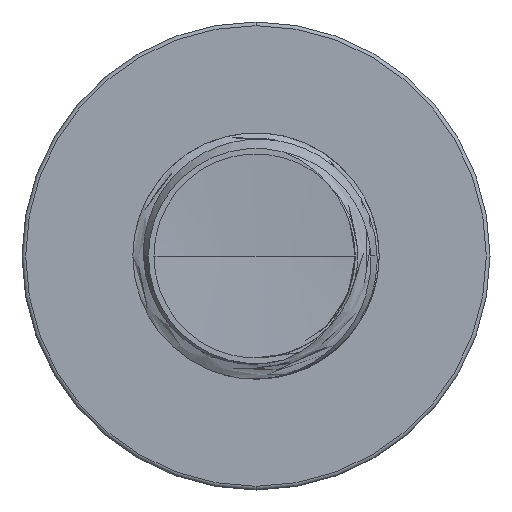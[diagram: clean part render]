
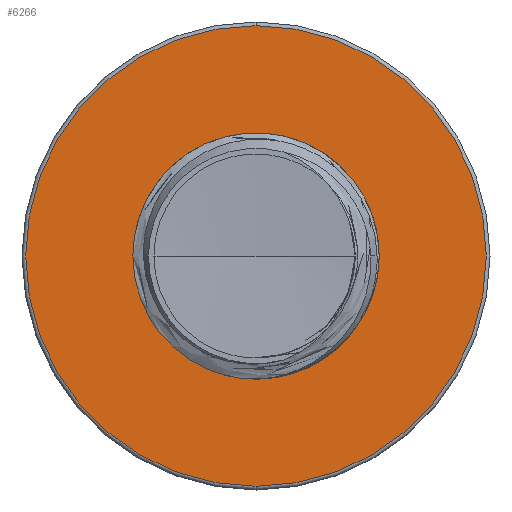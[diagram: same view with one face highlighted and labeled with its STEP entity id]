
A CAD part, front view. The second image highlights one B-rep face of the part: STEP entity #6266.
In plain terms, the highlighted planar face has unit normal (0, -1, 0).
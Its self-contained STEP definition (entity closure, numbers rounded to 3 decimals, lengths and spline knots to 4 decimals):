
#845 = CARTESIAN_POINT ( 'NONE',  ( 0., 9., -2.4379 ) ) ;
#1139 = AXIS2_PLACEMENT_3D ( 'NONE', #22572, #10460, #24569 ) ;
#1232 = CIRCLE ( 'NONE', #1139, 4.675 ) ;
#1616 = AXIS2_PLACEMENT_3D ( 'NONE', #7533, #5713, #19947 ) ;
#2038 = EDGE_LOOP ( 'NONE', ( #25953, #10519 ) ) ;
#3592 = PLANE ( 'NONE',  #1616 ) ;
#5713 = DIRECTION ( 'NONE',  ( 0., -1., 0. ) ) ;
#5790 = ORIENTED_EDGE ( 'NONE', *, *, #14752, .F. ) ;
#5828 = EDGE_CURVE ( 'NONE', #8384, #9274, #19085, .T. ) ;
#5915 = CARTESIAN_POINT ( 'NONE',  ( 0., 9., 0. ) ) ;
#6266 = ADVANCED_FACE ( 'NONE', ( #21196, #15895 ), #3592, .T. ) ;
#7099 = AXIS2_PLACEMENT_3D ( 'NONE', #11649, #25748, #13722 ) ;
#7458 = VERTEX_POINT ( 'NONE', #21220 ) ;
#7533 = CARTESIAN_POINT ( 'NONE',  ( 0., 9., 2.4379 ) ) ;
#7986 = DIRECTION ( 'NONE',  ( 0., 0., -1. ) ) ;
#8006 = DIRECTION ( 'NONE',  ( 0., -1., 0. ) ) ;
#8384 = VERTEX_POINT ( 'NONE', #21227 ) ;
#8722 = AXIS2_PLACEMENT_3D ( 'NONE', #20144, #8006, #22112 ) ;
#9274 = VERTEX_POINT ( 'NONE', #20858 ) ;
#10460 = DIRECTION ( 'NONE',  ( 0., -1., 0. ) ) ;
#10519 = ORIENTED_EDGE ( 'NONE', *, *, #5828, .T. ) ;
#11649 = CARTESIAN_POINT ( 'NONE',  ( 0., 9., 0. ) ) ;
#12321 = EDGE_CURVE ( 'NONE', #25504, #7458, #24084, .T. ) ;
#13722 = DIRECTION ( 'NONE',  ( 0., 0., -1. ) ) ;
#14752 = EDGE_CURVE ( 'NONE', #7458, #25504, #23730, .T. ) ;
#15865 = EDGE_CURVE ( 'NONE', #9274, #8384, #1232, .T. ) ;
#15895 = FACE_BOUND ( 'NONE', #16149, .T. ) ;
#16149 = EDGE_LOOP ( 'NONE', ( #21292, #5790 ) ) ;
#19085 = CIRCLE ( 'NONE', #8722, 4.675 ) ;
#19887 = AXIS2_PLACEMENT_3D ( 'NONE', #5915, #20126, #7986 ) ;
#19947 = DIRECTION ( 'NONE',  ( 0., 0., -1. ) ) ;
#20126 = DIRECTION ( 'NONE',  ( 0., -1., 0. ) ) ;
#20144 = CARTESIAN_POINT ( 'NONE',  ( 0., 9., 0. ) ) ;
#20858 = CARTESIAN_POINT ( 'NONE',  ( 0., 9., -4.675 ) ) ;
#21196 = FACE_OUTER_BOUND ( 'NONE', #2038, .T. ) ;
#21220 = CARTESIAN_POINT ( 'NONE',  ( 0., 9., 2.4379 ) ) ;
#21227 = CARTESIAN_POINT ( 'NONE',  ( 0., 9., 4.675 ) ) ;
#21292 = ORIENTED_EDGE ( 'NONE', *, *, #12321, .F. ) ;
#22112 = DIRECTION ( 'NONE',  ( 0., 0., -1. ) ) ;
#22572 = CARTESIAN_POINT ( 'NONE',  ( 0., 9., 0. ) ) ;
#23730 = CIRCLE ( 'NONE', #19887, 2.4379 ) ;
#24084 = CIRCLE ( 'NONE', #7099, 2.4379 ) ;
#24569 = DIRECTION ( 'NONE',  ( 0., 0., -1. ) ) ;
#25504 = VERTEX_POINT ( 'NONE', #845 ) ;
#25748 = DIRECTION ( 'NONE',  ( 0., -1., 0. ) ) ;
#25953 = ORIENTED_EDGE ( 'NONE', *, *, #15865, .T. ) ;
